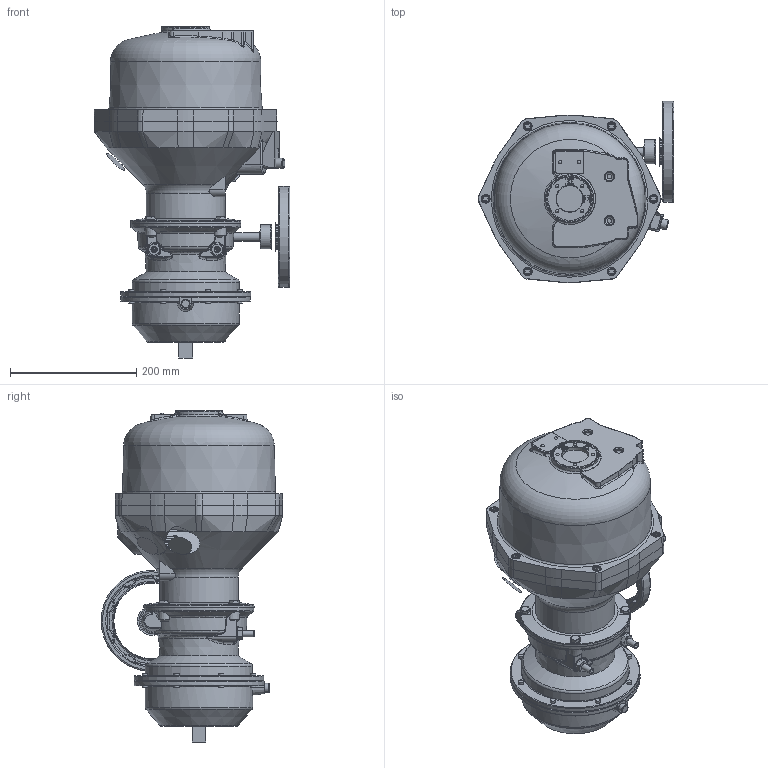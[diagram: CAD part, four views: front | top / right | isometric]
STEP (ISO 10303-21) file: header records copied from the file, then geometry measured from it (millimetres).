
FILE_DESCRIPTION(/* description */ ('STEP AP214'),/* implementation_level */ '2;1');
FILE_NAME(/* name */ 'FQ(X)12.step',/* time_stamp */ '2025-07-17T13:24:36+02:00',/* author */ (''),/* organization */ (''),/* preprocessor_version */ 'ST-DEVELOPER v20.1',/* originating_system */ 'Autodesk Translation Framework v14.10.0.0',/* authorisation */ '');
FILE_SCHEMA (('AUTOMOTIVE_DESIGN { 1 0 10303 214 3 1 1 }'));
Length unit declared in the file: millimetre
Products named in the file (1): Z251100
Bounding box: 310.06 x 287.93 x 526.44 mm (x, y, z)
Volume: 15349297.8 mm3; surface area: 520786.9 mm2
Topology: 1 solids, 1 shells, 1312 faces, 3242 edges, 2022 vertices
Faces by surface type: plane 650, bspline 231, cylinder 177, torus 144, cone 98, sphere 12
Full cylindrical faces by diameter (mm): 0.66 x2, 8 x16, 8.5 x8, 10 x2, 13 x6, 13.4 x1, 14 x9, 16 x3, 20 x1, 22 x1, 26 x1, 38 x1, 40 x1, 42 x1, 43 x1, 69 x1, 122 x1, 125 x1, 160 x1, 170 x2, 175 x1, 206 x1
Entity records: 56379 total; most frequent: CARTESIAN_POINT 26600, ORIENTED_EDGE 6398, DIRECTION 5706, EDGE_CURVE 3199, AXIS2_PLACEMENT_3D 2037, VERTEX_POINT 2022, LINE 1632, VECTOR 1632
